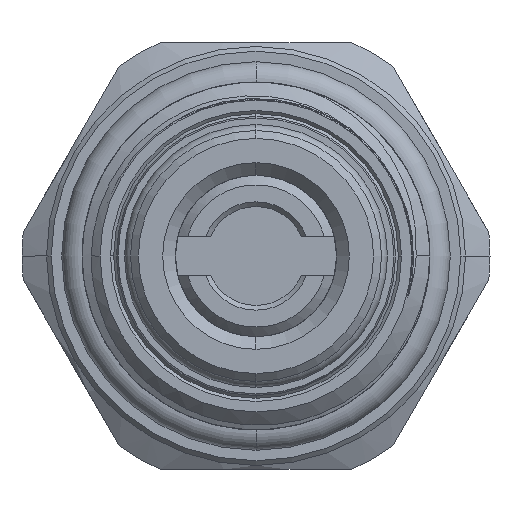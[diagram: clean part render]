
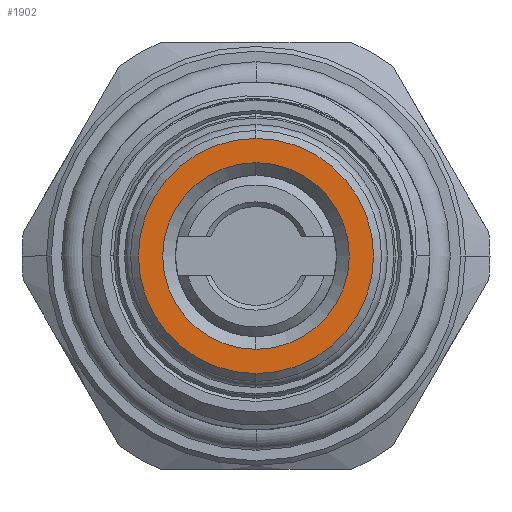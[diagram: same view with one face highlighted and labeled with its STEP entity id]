
A CAD part, left-side view. The second image highlights one B-rep face of the part: STEP entity #1902.
In plain terms, the highlighted planar face has unit normal (-1, 0, 0).
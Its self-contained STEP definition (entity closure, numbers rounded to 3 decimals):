
#1053 = CIRCLE ( 'NONE', #12778, 5.9 ) ;
#1129 = CARTESIAN_POINT ( 'NONE',  ( -36.19, 0., 0. ) ) ;
#1369 = DIRECTION ( 'NONE',  ( 1., 0., 0. ) ) ;
#1902 = ADVANCED_FACE ( 'NONE', ( #35835, #27133 ), #26363, .F. ) ;
#1962 = EDGE_LOOP ( 'NONE', ( #37231, #32687 ) ) ;
#2039 = CARTESIAN_POINT ( 'NONE',  ( -36.19, 7.435, 0. ) ) ;
#4401 = VERTEX_POINT ( 'NONE', #35500 ) ;
#5355 = EDGE_CURVE ( 'NONE', #4401, #8277, #18357, .T. ) ;
#8277 = VERTEX_POINT ( 'NONE', #11828 ) ;
#8545 = EDGE_LOOP ( 'NONE', ( #23929, #26922 ) ) ;
#10981 = DIRECTION ( 'NONE',  ( 1., 0., 0. ) ) ;
#11173 = DIRECTION ( 'NONE',  ( 1., 0., 0. ) ) ;
#11828 = CARTESIAN_POINT ( 'NONE',  ( -36.19, 0., -7.435 ) ) ;
#12582 = EDGE_CURVE ( 'NONE', #22933, #36897, #33157, .T. ) ;
#12778 = AXIS2_PLACEMENT_3D ( 'NONE', #14273, #11173, #36263 ) ;
#13748 = DIRECTION ( 'NONE',  ( 0., 0., -1. ) ) ;
#14148 = DIRECTION ( 'NONE',  ( 0., 1., 0. ) ) ;
#14273 = CARTESIAN_POINT ( 'NONE',  ( -36.19, 0., 0. ) ) ;
#14285 = DIRECTION ( 'NONE',  ( 1., 0., 0. ) ) ;
#16695 = CARTESIAN_POINT ( 'NONE',  ( -36.19, 0., 0. ) ) ;
#17766 = AXIS2_PLACEMENT_3D ( 'NONE', #26237, #10981, #26364 ) ;
#18357 = CIRCLE ( 'NONE', #36359, 7.435 ) ;
#18472 = CARTESIAN_POINT ( 'NONE',  ( -36.19, 0., -5.9 ) ) ;
#19692 = DIRECTION ( 'NONE',  ( 1., 0., 0. ) ) ;
#21994 = CARTESIAN_POINT ( 'NONE',  ( -36.19, 0., 5.9 ) ) ;
#22933 = VERTEX_POINT ( 'NONE', #18472 ) ;
#23929 = ORIENTED_EDGE ( 'NONE', *, *, #30646, .F. ) ;
#25221 = AXIS2_PLACEMENT_3D ( 'NONE', #2039, #14285, #14148 ) ;
#26237 = CARTESIAN_POINT ( 'NONE',  ( -36.19, 0., 0. ) ) ;
#26363 = PLANE ( 'NONE',  #25221 ) ;
#26364 = DIRECTION ( 'NONE',  ( 0., 0., -1. ) ) ;
#26922 = ORIENTED_EDGE ( 'NONE', *, *, #5355, .F. ) ;
#27133 = FACE_BOUND ( 'NONE', #1962, .T. ) ;
#27449 = EDGE_CURVE ( 'NONE', #36897, #22933, #1053, .T. ) ;
#28450 = DIRECTION ( 'NONE',  ( 0., 0., -1. ) ) ;
#30646 = EDGE_CURVE ( 'NONE', #8277, #4401, #38804, .T. ) ;
#31909 = AXIS2_PLACEMENT_3D ( 'NONE', #1129, #19692, #28450 ) ;
#32687 = ORIENTED_EDGE ( 'NONE', *, *, #12582, .T. ) ;
#33157 = CIRCLE ( 'NONE', #17766, 5.9 ) ;
#35500 = CARTESIAN_POINT ( 'NONE',  ( -36.19, 0., 7.435 ) ) ;
#35835 = FACE_OUTER_BOUND ( 'NONE', #8545, .T. ) ;
#36263 = DIRECTION ( 'NONE',  ( 0., 0., -1. ) ) ;
#36359 = AXIS2_PLACEMENT_3D ( 'NONE', #16695, #1369, #13748 ) ;
#36897 = VERTEX_POINT ( 'NONE', #21994 ) ;
#37231 = ORIENTED_EDGE ( 'NONE', *, *, #27449, .T. ) ;
#38804 = CIRCLE ( 'NONE', #31909, 7.435 ) ;
